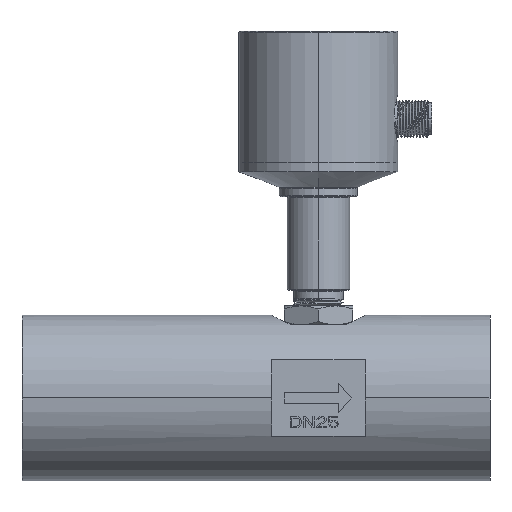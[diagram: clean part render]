
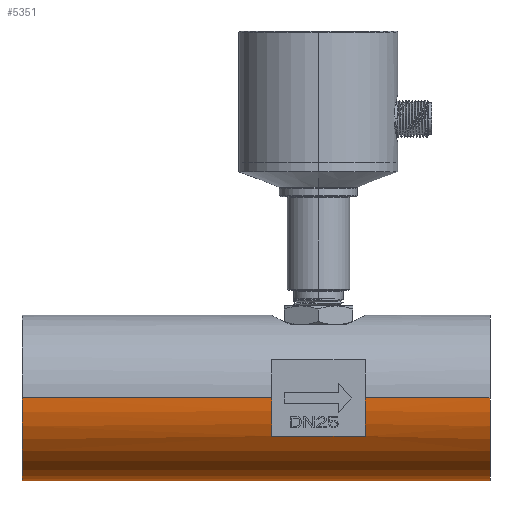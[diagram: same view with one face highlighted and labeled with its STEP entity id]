
A CAD part, left-side view. The second image highlights one B-rep face of the part: STEP entity #5351.
In plain terms, the highlighted cylindrical face has radius 26.5 mm (diameter 53 mm), a partial arc.
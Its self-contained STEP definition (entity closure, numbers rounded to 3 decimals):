
#631 = DIRECTION ( 'NONE',  ( -1., 0., 0. ) ) ;
#1494 = CARTESIAN_POINT ( 'NONE',  ( 110., 23.5, 12.247 ) ) ;
#1908 = ORIENTED_EDGE ( 'NONE', *, *, #33433, .T. ) ;
#2200 = DIRECTION ( 'NONE',  ( 1., 0., 0. ) ) ;
#2337 = VECTOR ( 'NONE', #37924, 1000. ) ;
#2987 = VERTEX_POINT ( 'NONE', #40673 ) ;
#3038 = VECTOR ( 'NONE', #7994, 1000. ) ;
#4505 = FACE_OUTER_BOUND ( 'NONE', #27869, .T. ) ;
#5351 = ADVANCED_FACE ( 'NONE', ( #4505 ), #24772, .T. ) ;
#5653 = VERTEX_POINT ( 'NONE', #37035 ) ;
#5700 = EDGE_CURVE ( 'NONE', #8425, #6720, #19828, .T. ) ;
#5703 = EDGE_CURVE ( 'NONE', #31634, #33291, #28231, .T. ) ;
#5739 = DIRECTION ( 'NONE',  ( -1., 0., 0. ) ) ;
#6007 = LINE ( 'NONE', #11398, #29681 ) ;
#6494 = ORIENTED_EDGE ( 'NONE', *, *, #5700, .F. ) ;
#6720 = VERTEX_POINT ( 'NONE', #37857 ) ;
#6748 = CARTESIAN_POINT ( 'NONE',  ( 150., 0., 0. ) ) ;
#6869 = CARTESIAN_POINT ( 'NONE',  ( 80., -23.5, 12.247 ) ) ;
#6878 = DIRECTION ( 'NONE',  ( 0., -1., 0. ) ) ;
#7447 = AXIS2_PLACEMENT_3D ( 'NONE', #38073, #34621, #19062 ) ;
#7994 = DIRECTION ( 'NONE',  ( 1., 0., 0. ) ) ;
#8334 = ORIENTED_EDGE ( 'NONE', *, *, #34481, .T. ) ;
#8425 = VERTEX_POINT ( 'NONE', #17715 ) ;
#8758 = CIRCLE ( 'NONE', #20796, 26.5 ) ;
#9394 = EDGE_CURVE ( 'NONE', #24344, #5653, #23534, .T. ) ;
#9400 = AXIS2_PLACEMENT_3D ( 'NONE', #32527, #13357, #35432 ) ;
#9867 = EDGE_CURVE ( 'NONE', #31634, #22703, #21104, .T. ) ;
#10461 = EDGE_CURVE ( 'NONE', #5653, #33291, #25992, .T. ) ;
#10673 = CARTESIAN_POINT ( 'NONE',  ( 80., 23.5, 12.247 ) ) ;
#10735 = CARTESIAN_POINT ( 'NONE',  ( 110., -23.5, 12.247 ) ) ;
#11398 = CARTESIAN_POINT ( 'NONE',  ( 110., -23.5, 12.247 ) ) ;
#12710 = ORIENTED_EDGE ( 'NONE', *, *, #23834, .T. ) ;
#12925 = AXIS2_PLACEMENT_3D ( 'NONE', #6748, #32005, #6878 ) ;
#13357 = DIRECTION ( 'NONE',  ( 1., 0., 0. ) ) ;
#13889 = ORIENTED_EDGE ( 'NONE', *, *, #9867, .T. ) ;
#14344 = CARTESIAN_POINT ( 'NONE',  ( 110., 26.5, 0. ) ) ;
#15412 = ORIENTED_EDGE ( 'NONE', *, *, #38644, .T. ) ;
#15433 = CARTESIAN_POINT ( 'NONE',  ( 0., -26.5, 0. ) ) ;
#16118 = CARTESIAN_POINT ( 'NONE',  ( 110., -26.5, 0. ) ) ;
#17715 = CARTESIAN_POINT ( 'NONE',  ( 0., 26.5, 0. ) ) ;
#17719 = AXIS2_PLACEMENT_3D ( 'NONE', #24630, #27823, #37193 ) ;
#18189 = DIRECTION ( 'NONE',  ( 1., 0., 0. ) ) ;
#19062 = DIRECTION ( 'NONE',  ( 0., 0.887, 0.462 ) ) ;
#19230 = ORIENTED_EDGE ( 'NONE', *, *, #20958, .T. ) ;
#19828 = LINE ( 'NONE', #29812, #34625 ) ;
#20037 = EDGE_CURVE ( 'NONE', #2987, #22703, #37485, .T. ) ;
#20479 = AXIS2_PLACEMENT_3D ( 'NONE', #22589, #631, #28815 ) ;
#20696 = VECTOR ( 'NONE', #26021, 1000. ) ;
#20796 = AXIS2_PLACEMENT_3D ( 'NONE', #27588, #2200, #36671 ) ;
#20958 = EDGE_CURVE ( 'NONE', #34868, #24344, #8758, .T. ) ;
#21084 = DIRECTION ( 'NONE',  ( 0., -1., 0. ) ) ;
#21104 = CIRCLE ( 'NONE', #17719, 26.5 ) ;
#22069 = DIRECTION ( 'NONE',  ( 1., 0., 0. ) ) ;
#22589 = CARTESIAN_POINT ( 'NONE',  ( 80., 0., 0. ) ) ;
#22610 = ORIENTED_EDGE ( 'NONE', *, *, #5703, .F. ) ;
#22703 = VERTEX_POINT ( 'NONE', #1494 ) ;
#22762 = CARTESIAN_POINT ( 'NONE',  ( 0., -26.5, 0. ) ) ;
#23037 = CARTESIAN_POINT ( 'NONE',  ( 150., 26.5, 0. ) ) ;
#23478 = CIRCLE ( 'NONE', #7447, 26.5 ) ;
#23534 = LINE ( 'NONE', #16118, #2337 ) ;
#23675 = VERTEX_POINT ( 'NONE', #22762 ) ;
#23716 = VERTEX_POINT ( 'NONE', #6869 ) ;
#23834 = EDGE_CURVE ( 'NONE', #23675, #34528, #40311, .T. ) ;
#24344 = VERTEX_POINT ( 'NONE', #33718 ) ;
#24630 = CARTESIAN_POINT ( 'NONE',  ( 110., 0., 0. ) ) ;
#24772 = CYLINDRICAL_SURFACE ( 'NONE', #39261, 26.5 ) ;
#25158 = CARTESIAN_POINT ( 'NONE',  ( 110., 26.5, 0. ) ) ;
#25770 = ORIENTED_EDGE ( 'NONE', *, *, #10461, .T. ) ;
#25992 = CIRCLE ( 'NONE', #12925, 26.5 ) ;
#26021 = DIRECTION ( 'NONE',  ( 1., 0., 0. ) ) ;
#26967 = ORIENTED_EDGE ( 'NONE', *, *, #28157, .F. ) ;
#27588 = CARTESIAN_POINT ( 'NONE',  ( 110., 0., 0. ) ) ;
#27823 = DIRECTION ( 'NONE',  ( 1., 0., 0. ) ) ;
#27832 = ORIENTED_EDGE ( 'NONE', *, *, #20037, .F. ) ;
#27869 = EDGE_LOOP ( 'NONE', ( #26967, #19230, #29366, #25770, #22610, #13889, #27832, #1908, #6494, #15412, #12710, #8334 ) ) ;
#28157 = EDGE_CURVE ( 'NONE', #34868, #23716, #6007, .T. ) ;
#28231 = LINE ( 'NONE', #14344, #3038 ) ;
#28815 = DIRECTION ( 'NONE',  ( 0., -1., 0. ) ) ;
#29366 = ORIENTED_EDGE ( 'NONE', *, *, #9394, .T. ) ;
#29681 = VECTOR ( 'NONE', #5739, 1000. ) ;
#29812 = CARTESIAN_POINT ( 'NONE',  ( 0., 26.5, 0. ) ) ;
#30081 = DIRECTION ( 'NONE',  ( 1., 0., 0. ) ) ;
#30581 = CARTESIAN_POINT ( 'NONE',  ( -7.5, 0., 0. ) ) ;
#31634 = VERTEX_POINT ( 'NONE', #25158 ) ;
#31893 = VECTOR ( 'NONE', #22069, 1000. ) ;
#32005 = DIRECTION ( 'NONE',  ( -1., 0., 0. ) ) ;
#32088 = CARTESIAN_POINT ( 'NONE',  ( 80., -26.5, 0. ) ) ;
#32527 = CARTESIAN_POINT ( 'NONE',  ( 0., 0., 0. ) ) ;
#33291 = VERTEX_POINT ( 'NONE', #23037 ) ;
#33318 = CIRCLE ( 'NONE', #20479, 26.5 ) ;
#33433 = EDGE_CURVE ( 'NONE', #2987, #6720, #23478, .T. ) ;
#33718 = CARTESIAN_POINT ( 'NONE',  ( 110., -26.5, 0. ) ) ;
#34481 = EDGE_CURVE ( 'NONE', #34528, #23716, #33318, .T. ) ;
#34528 = VERTEX_POINT ( 'NONE', #32088 ) ;
#34621 = DIRECTION ( 'NONE',  ( -1., 0., 0. ) ) ;
#34625 = VECTOR ( 'NONE', #30081, 1000. ) ;
#34868 = VERTEX_POINT ( 'NONE', #10735 ) ;
#35432 = DIRECTION ( 'NONE',  ( 0., 1., 0. ) ) ;
#36461 = CIRCLE ( 'NONE', #9400, 26.5 ) ;
#36671 = DIRECTION ( 'NONE',  ( 0., -0.887, 0.462 ) ) ;
#37035 = CARTESIAN_POINT ( 'NONE',  ( 150., -26.5, 0. ) ) ;
#37193 = DIRECTION ( 'NONE',  ( 0., 1., 0. ) ) ;
#37485 = LINE ( 'NONE', #10673, #20696 ) ;
#37857 = CARTESIAN_POINT ( 'NONE',  ( 80., 26.5, 0. ) ) ;
#37924 = DIRECTION ( 'NONE',  ( 1., 0., 0. ) ) ;
#38073 = CARTESIAN_POINT ( 'NONE',  ( 80., 0., 0. ) ) ;
#38644 = EDGE_CURVE ( 'NONE', #8425, #23675, #36461, .T. ) ;
#39261 = AXIS2_PLACEMENT_3D ( 'NONE', #30581, #18189, #21084 ) ;
#40311 = LINE ( 'NONE', #15433, #31893 ) ;
#40673 = CARTESIAN_POINT ( 'NONE',  ( 80., 23.5, 12.247 ) ) ;
